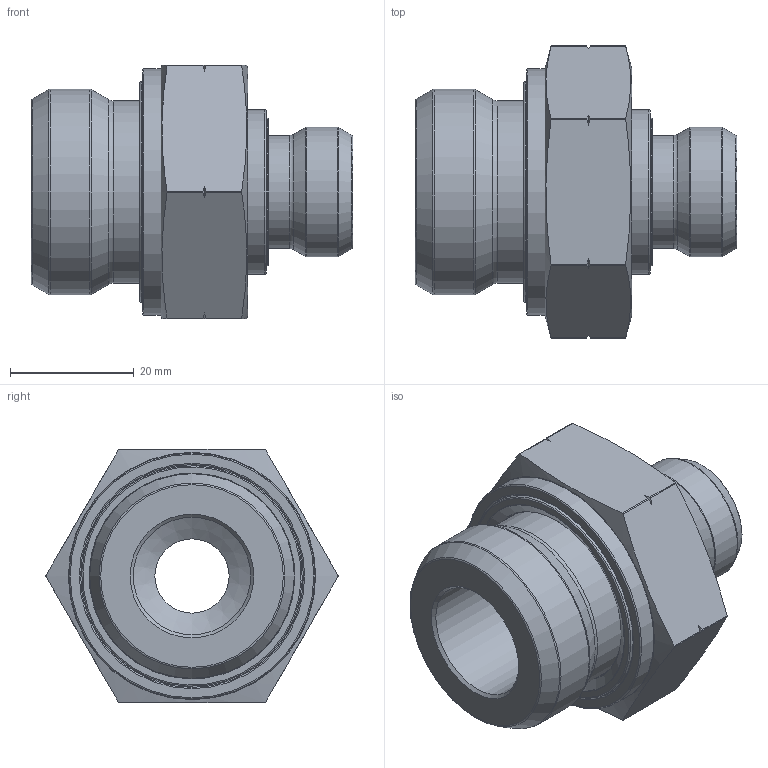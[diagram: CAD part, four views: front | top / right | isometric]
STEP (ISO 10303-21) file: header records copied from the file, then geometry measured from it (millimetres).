
FILE_DESCRIPTION(/* description */ (''),/* implementation_level */ '2;1');
FILE_NAME(/* name */ 'DU25-16.stp',/* time_stamp */ '2025-01-08T12:16:12+01:00',/* author */ (''),/* organization */ (''),/* preprocessor_version */ 'ST-DEVELOPER v16',/* originating_system */ 'SIEMENS PLM Software NX 10.0',/* authorisation */ '');
FILE_SCHEMA (('CONFIG_CONTROL_DESIGN'));
Length unit declared in the file: millimetre
Products named in the file (3): X-UR-25; X-UR-16; X-DU1-12
Assembly tree (2 placements, depth 2):
  X-DU1-12
    X-UR-16
    X-UR-25
Bounding box: 52 x 47.28 x 41 mm (x, y, z)
Volume: 33271.4 mm3; surface area: 12374 mm2
Topology: 3 solids, 3 shells, 88 faces, 210 edges, 134 vertices
Faces by surface type: cylinder 26, cone 23, torus 21, plane 18
Full cylindrical faces by diameter (mm): 12 x1, 18.3 x1, 18.5 x1, 19 x1, 20.955 x1, 23.9 x1, 24.045 x1, 26.7 x1, 29.5 x1, 29.7 x1, 33.24 x1, 35.7 x1, 36.045 x1, 39.8 x1
Entity records: 2760 total; most frequent: CARTESIAN_POINT 767, DIRECTION 332, ORIENTED_EDGE 294, AXIS2_PLACEMENT_3D 154, EDGE_CURVE 147, EDGE_LOOP 146, VERTEX_POINT 117, FACE_BOUND 116
